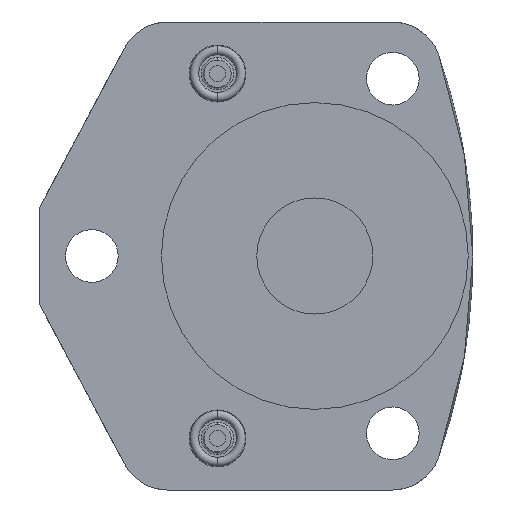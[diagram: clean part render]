
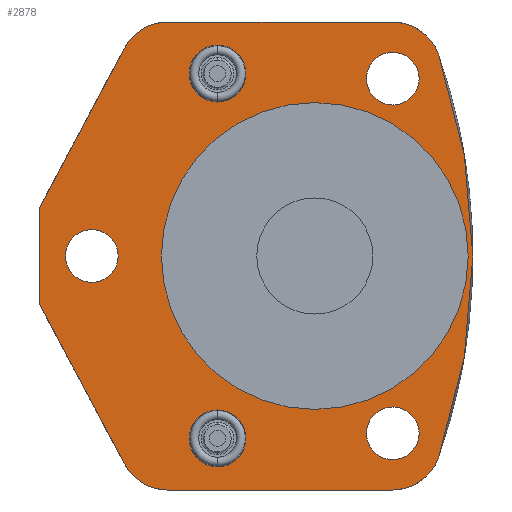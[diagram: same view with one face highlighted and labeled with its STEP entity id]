
A CAD part, front view. The second image highlights one B-rep face of the part: STEP entity #2878.
In plain terms, the highlighted planar face has unit normal (0, -1, 0).
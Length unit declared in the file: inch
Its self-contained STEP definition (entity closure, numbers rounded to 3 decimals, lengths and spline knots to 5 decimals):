
#282=CARTESIAN_POINT('',(0.59662,0.,-1.424));
#283=DIRECTION('',(0.,-1.,0.));
#284=DIRECTION('',(0.,0.,-1.));
#285=AXIS2_PLACEMENT_3D('',#282,#283,#284);
#319=CARTESIAN_POINT('',(-1.13311,0.,-1.424));
#320=DIRECTION('',(0.,-1.,0.));
#321=DIRECTION('',(-0.883,0.,-0.469));
#322=AXIS2_PLACEMENT_3D('',#319,#320,#321);
#433=CARTESIAN_POINT('',(-1.13311,0.,1.424));
#434=DIRECTION('',(0.,-1.,0.));
#435=DIRECTION('',(0.,0.,1.));
#436=AXIS2_PLACEMENT_3D('',#433,#434,#435);
#470=CARTESIAN_POINT('',(0.59662,0.,1.424));
#471=DIRECTION('',(0.,-1.,0.));
#472=DIRECTION('',(0.944,0.,0.33));
#473=AXIS2_PLACEMENT_3D('',#470,#471,#472);
#485=CARTESIAN_POINT('',(0.,0.,0.));
#486=DIRECTION('',(0.,-1.,0.));
#487=DIRECTION('',(1.,0.,0.));
#488=AXIS2_PLACEMENT_3D('',#485,#486,#487);
#493=CARTESIAN_POINT('',(0.,0.,0.));
#494=DIRECTION('',(0.,1.,0.));
#495=DIRECTION('',(1.,0.,0.));
#496=AXIS2_PLACEMENT_3D('',#493,#494,#495);
#501=DIRECTION('',(0.469,0.,-0.883));
#502=VECTOR('',#501,1.39811);
#503=CARTESIAN_POINT('',(-2.125,0.,-0.36794));
#504=LINE('',#503,#502);
#508=DIRECTION('',(0.,0.,-1.));
#509=VECTOR('',#508,0.73588);
#510=CARTESIAN_POINT('',(-2.125,0.,0.36794));
#511=LINE('',#510,#509);
#515=DIRECTION('',(0.469,0.,0.883));
#516=VECTOR('',#515,1.39811);
#517=CARTESIAN_POINT('',(-2.125,0.,0.36794));
#518=LINE('',#517,#516);
#522=DIRECTION('',(1.,0.,0.));
#523=VECTOR('',#522,1.72972);
#524=CARTESIAN_POINT('',(-1.13311,0.,1.804));
#525=LINE('',#524,#523);
#529=CARTESIAN_POINT('',(-3.483,0.,0.));
#530=DIRECTION('',(0.,-1.,0.));
#531=DIRECTION('',(0.944,0.,-0.33));
#532=AXIS2_PLACEMENT_3D('',#529,#530,#531);
#537=DIRECTION('',(-1.,0.,0.));
#538=VECTOR('',#537,1.72972);
#539=CARTESIAN_POINT('',(0.59662,0.,-1.804));
#540=LINE('',#539,#538);
#544=CARTESIAN_POINT('',(0.601,0.,1.367));
#545=DIRECTION('',(0.,-1.,0.));
#546=DIRECTION('',(1.,0.,0.));
#547=AXIS2_PLACEMENT_3D('',#544,#545,#546);
#552=CARTESIAN_POINT('',(0.601,0.,1.367));
#553=DIRECTION('',(0.,-1.,0.));
#554=DIRECTION('',(-1.,0.,0.));
#555=AXIS2_PLACEMENT_3D('',#552,#553,#554);
#560=CARTESIAN_POINT('',(0.601,0.,-1.367));
#561=DIRECTION('',(0.,-1.,0.));
#562=DIRECTION('',(1.,0.,0.));
#563=AXIS2_PLACEMENT_3D('',#560,#561,#562);
#568=CARTESIAN_POINT('',(0.601,0.,-1.367));
#569=DIRECTION('',(0.,-1.,0.));
#570=DIRECTION('',(-1.,0.,0.));
#571=AXIS2_PLACEMENT_3D('',#568,#569,#570);
#576=CARTESIAN_POINT('',(-1.719,0.,0.));
#577=DIRECTION('',(0.,-1.,0.));
#578=DIRECTION('',(1.,0.,0.));
#579=AXIS2_PLACEMENT_3D('',#576,#577,#578);
#584=CARTESIAN_POINT('',(-1.719,0.,0.));
#585=DIRECTION('',(0.,-1.,0.));
#586=DIRECTION('',(-1.,0.,0.));
#587=AXIS2_PLACEMENT_3D('',#584,#585,#586);
#592=CARTESIAN_POINT('',(-0.75,0.,-1.406));
#593=DIRECTION('',(0.,1.,0.));
#594=DIRECTION('',(-1.,0.,0.));
#595=AXIS2_PLACEMENT_3D('',#592,#593,#594);
#600=CARTESIAN_POINT('',(-0.75,0.,-1.406));
#601=DIRECTION('',(0.,1.,0.));
#602=DIRECTION('',(1.,0.,0.));
#603=AXIS2_PLACEMENT_3D('',#600,#601,#602);
#608=CARTESIAN_POINT('',(-0.75,0.,1.406));
#609=DIRECTION('',(0.,1.,0.));
#610=DIRECTION('',(-1.,0.,0.));
#611=AXIS2_PLACEMENT_3D('',#608,#609,#610);
#616=CARTESIAN_POINT('',(-0.75,0.,1.406));
#617=DIRECTION('',(0.,1.,0.));
#618=DIRECTION('',(1.,0.,0.));
#619=AXIS2_PLACEMENT_3D('',#616,#617,#618);
#2267=CARTESIAN_POINT('',(1.1825,0.,0.));
#2269=VERTEX_POINT('',#2267);
#2271=CARTESIAN_POINT('',(-1.1825,0.,0.));
#2273=VERTEX_POINT('',#2271);
#2274=CARTESIAN_POINT('',(-2.125,0.,0.36794));
#2275=CARTESIAN_POINT('',(-2.125,0.,-0.36794));
#2276=VERTEX_POINT('',#2274);
#2277=VERTEX_POINT('',#2275);
#2278=CARTESIAN_POINT('',(0.804,0.,1.367));
#2279=CARTESIAN_POINT('',(0.398,0.,1.367));
#2280=VERTEX_POINT('',#2278);
#2281=VERTEX_POINT('',#2279);
#2366=CARTESIAN_POINT('',(-0.969,0.,-1.406));
#2367=CARTESIAN_POINT('',(-0.531,0.,-1.406));
#2368=VERTEX_POINT('',#2366);
#2369=VERTEX_POINT('',#2367);
#2386=CARTESIAN_POINT('',(-0.969,0.,1.406));
#2387=CARTESIAN_POINT('',(-0.531,0.,1.406));
#2388=VERTEX_POINT('',#2386);
#2389=VERTEX_POINT('',#2387);
#2420=CARTESIAN_POINT('',(0.59662,0.,-1.804));
#2421=CARTESIAN_POINT('',(0.95539,0.,-1.54923));
#2422=VERTEX_POINT('',#2420);
#2423=VERTEX_POINT('',#2421);
#2424=CARTESIAN_POINT('',(0.95539,0.,1.54923));
#2425=CARTESIAN_POINT('',(0.59662,0.,1.804));
#2426=VERTEX_POINT('',#2424);
#2427=VERTEX_POINT('',#2425);
#2428=CARTESIAN_POINT('',(-1.13311,0.,1.804));
#2429=CARTESIAN_POINT('',(-1.46863,0.,1.6024));
#2430=VERTEX_POINT('',#2428);
#2431=VERTEX_POINT('',#2429);
#2432=CARTESIAN_POINT('',(-1.46863,0.,-1.6024));
#2433=CARTESIAN_POINT('',(-1.13311,0.,-1.804));
#2434=VERTEX_POINT('',#2432);
#2435=VERTEX_POINT('',#2433);
#2436=CARTESIAN_POINT('',(0.804,0.,-1.367));
#2437=CARTESIAN_POINT('',(0.398,0.,-1.367));
#2438=VERTEX_POINT('',#2436);
#2439=VERTEX_POINT('',#2437);
#2440=CARTESIAN_POINT('',(-1.516,0.,0.));
#2441=CARTESIAN_POINT('',(-1.922,0.,0.));
#2442=VERTEX_POINT('',#2440);
#2443=VERTEX_POINT('',#2441);
#2825=CARTESIAN_POINT('',(0.,0.,0.));
#2826=DIRECTION('',(0.,-1.,0.));
#2827=DIRECTION('',(-1.,0.,0.));
#2828=AXIS2_PLACEMENT_3D('',#2825,#2826,#2827);
#2829=PLANE('',#2828);
#2830=ORIENTED_EDGE('',*,*,#2723,.F.);
#2831=ORIENTED_EDGE('',*,*,#2737,.F.);
#2832=ORIENTED_EDGE('',*,*,#2758,.F.);
#2833=ORIENTED_EDGE('',*,*,#2772,.T.);
#2834=ORIENTED_EDGE('',*,*,#2792,.F.);
#2835=ORIENTED_EDGE('',*,*,#2806,.T.);
#2836=ORIENTED_EDGE('',*,*,#2819,.F.);
#2837=ORIENTED_EDGE('',*,*,#2679,.F.);
#2838=ORIENTED_EDGE('',*,*,#2695,.F.);
#2839=ORIENTED_EDGE('',*,*,#2709,.T.);
#2840=EDGE_LOOP('',(#2830,#2831,#2832,#2833,#2834,#2835,#2836,#2837,#2838,
#2839));
#2841=FACE_OUTER_BOUND('',#2840,.F.);
#2843=ORIENTED_EDGE('',*,*,#2842,.T.);
#2845=ORIENTED_EDGE('',*,*,#2844,.F.);
#2846=EDGE_LOOP('',(#2843,#2845));
#2847=FACE_BOUND('',#2846,.F.);
#2849=ORIENTED_EDGE('',*,*,#2848,.T.);
#2851=ORIENTED_EDGE('',*,*,#2850,.T.);
#2852=EDGE_LOOP('',(#2849,#2851));
#2853=FACE_BOUND('',#2852,.F.);
#2855=ORIENTED_EDGE('',*,*,#2854,.T.);
#2857=ORIENTED_EDGE('',*,*,#2856,.T.);
#2858=EDGE_LOOP('',(#2855,#2857));
#2859=FACE_BOUND('',#2858,.F.);
#2861=ORIENTED_EDGE('',*,*,#2860,.T.);
#2863=ORIENTED_EDGE('',*,*,#2862,.T.);
#2864=EDGE_LOOP('',(#2861,#2863));
#2865=FACE_BOUND('',#2864,.F.);
#2867=ORIENTED_EDGE('',*,*,#2866,.F.);
#2869=ORIENTED_EDGE('',*,*,#2868,.F.);
#2870=EDGE_LOOP('',(#2867,#2869));
#2871=FACE_BOUND('',#2870,.F.);
#2873=ORIENTED_EDGE('',*,*,#2872,.F.);
#2875=ORIENTED_EDGE('',*,*,#2874,.F.);
#2876=EDGE_LOOP('',(#2873,#2875));
#2877=FACE_BOUND('',#2876,.F.);
#286=CIRCLE('',#285,0.38);
#323=CIRCLE('',#322,0.38);
#437=CIRCLE('',#436,0.38);
#474=CIRCLE('',#473,0.38);
#489=CIRCLE('',#488,1.1825);
#497=CIRCLE('',#496,1.1825);
#533=CIRCLE('',#532,4.701);
#548=CIRCLE('',#547,0.203);
#556=CIRCLE('',#555,0.203);
#564=CIRCLE('',#563,0.203);
#572=CIRCLE('',#571,0.203);
#580=CIRCLE('',#579,0.203);
#588=CIRCLE('',#587,0.203);
#596=CIRCLE('',#595,0.219);
#604=CIRCLE('',#603,0.219);
#612=CIRCLE('',#611,0.219);
#620=CIRCLE('',#619,0.219);
#2679=EDGE_CURVE('',#2423,#2426,#533,.T.);
#2695=EDGE_CURVE('',#2422,#2423,#286,.T.);
#2709=EDGE_CURVE('',#2422,#2435,#540,.T.);
#2723=EDGE_CURVE('',#2434,#2435,#323,.T.);
#2737=EDGE_CURVE('',#2277,#2434,#504,.T.);
#2758=EDGE_CURVE('',#2276,#2277,#511,.T.);
#2772=EDGE_CURVE('',#2276,#2431,#518,.T.);
#2792=EDGE_CURVE('',#2430,#2431,#437,.T.);
#2806=EDGE_CURVE('',#2430,#2427,#525,.T.);
#2819=EDGE_CURVE('',#2426,#2427,#474,.T.);
#2842=EDGE_CURVE('',#2269,#2273,#489,.T.);
#2844=EDGE_CURVE('',#2269,#2273,#497,.T.);
#2848=EDGE_CURVE('',#2280,#2281,#548,.T.);
#2850=EDGE_CURVE('',#2281,#2280,#556,.T.);
#2854=EDGE_CURVE('',#2438,#2439,#564,.T.);
#2856=EDGE_CURVE('',#2439,#2438,#572,.T.);
#2860=EDGE_CURVE('',#2442,#2443,#580,.T.);
#2862=EDGE_CURVE('',#2443,#2442,#588,.T.);
#2866=EDGE_CURVE('',#2368,#2369,#596,.T.);
#2868=EDGE_CURVE('',#2369,#2368,#604,.T.);
#2872=EDGE_CURVE('',#2388,#2389,#612,.T.);
#2874=EDGE_CURVE('',#2389,#2388,#620,.T.);
#2878=ADVANCED_FACE('',(#2841,#2847,#2853,#2859,#2865,#2871,#2877),#2829,.T.);
